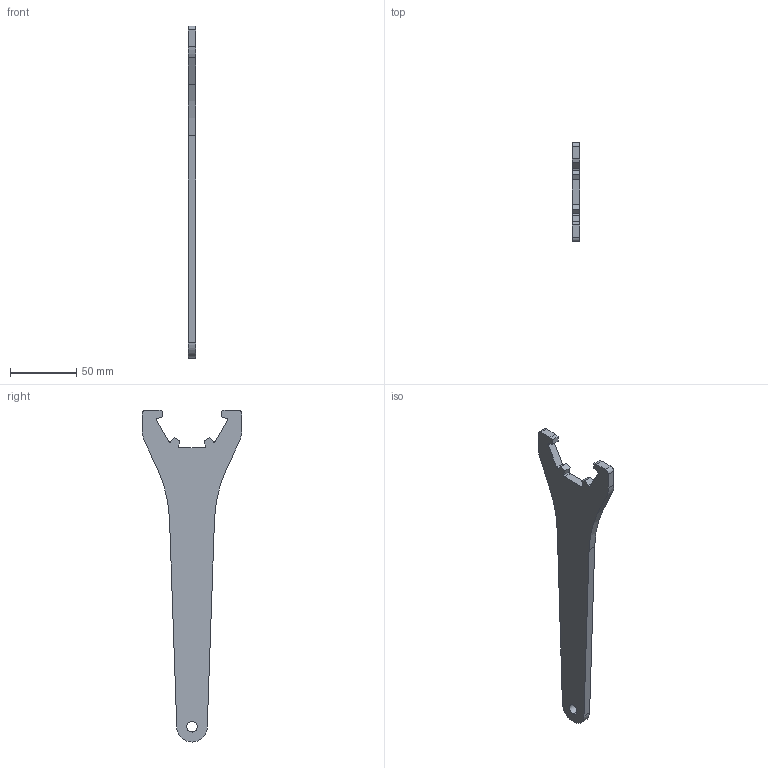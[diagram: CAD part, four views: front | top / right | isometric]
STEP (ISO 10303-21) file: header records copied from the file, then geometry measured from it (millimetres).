
FILE_DESCRIPTION (( 'STEP AP203' ), '1' );
FILE_NAME ('STP-04616.STEP', '2019-08-02T07:45:32', ( '' ), ( '' ), 'SwSTEP 2.0', 'SolidWorks 2017', '' );
FILE_SCHEMA (( 'CONFIG_CONTROL_DESIGN' ));
Length unit declared in the file: millimetre
Products named in the file (1): STP-04616
Bounding box: 6 x 75 x 250.58 mm (x, y, z)
Volume: 48323.1 mm3; surface area: 20222.3 mm2
Topology: 1 solids, 1 shells, 40 faces, 114 edges, 76 vertices
Faces by surface type: plane 25, cylinder 15
Entity records: 1389 total; most frequent: CARTESIAN_POINT 231, ORIENTED_EDGE 228, DIRECTION 226, EDGE_CURVE 114, LINE 84, VECTOR 84, VERTEX_POINT 76, AXIS2_PLACEMENT_3D 71
